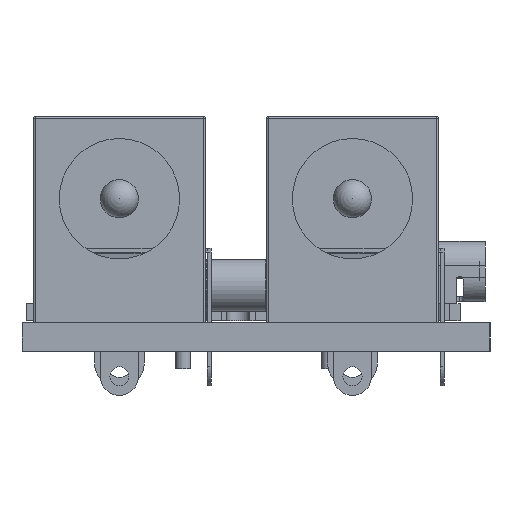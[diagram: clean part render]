
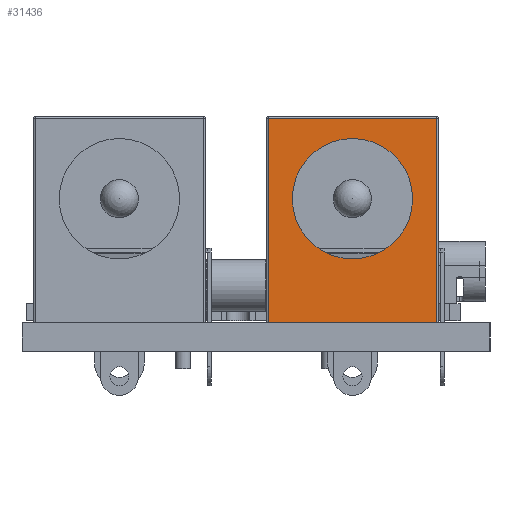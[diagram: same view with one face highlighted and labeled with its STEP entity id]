
A CAD part, left-side view. The second image highlights one B-rep face of the part: STEP entity #31436.
In plain terms, the highlighted planar face has unit normal (-1, 0, 0).
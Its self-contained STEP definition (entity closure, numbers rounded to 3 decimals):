
#31196 = VERTEX_POINT('',#31197);
#31197 = CARTESIAN_POINT('',(-13.7,4.4,10.6));
#31204 = EDGE_CURVE('',#31196,#31205,#31207,.T.);
#31205 = VERTEX_POINT('',#31206);
#31206 = CARTESIAN_POINT('',(-13.7,-4.4,10.6));
#31207 = LINE('',#31208,#31209);
#31208 = CARTESIAN_POINT('',(-13.7,4.5,10.6));
#31209 = VECTOR('',#31210,1.);
#31210 = DIRECTION('',(0.,-1.,0.));
#31436 = ADVANCED_FACE('',(#31437,#31462),#31473,.F.);
#31437 = FACE_BOUND('',#31438,.F.);
#31438 = EDGE_LOOP('',(#31439,#31449,#31455,#31456));
#31439 = ORIENTED_EDGE('',*,*,#31440,.T.);
#31440 = EDGE_CURVE('',#31441,#31443,#31445,.T.);
#31441 = VERTEX_POINT('',#31442);
#31442 = CARTESIAN_POINT('',(-13.7,-4.4,-0.1));
#31443 = VERTEX_POINT('',#31444);
#31444 = CARTESIAN_POINT('',(-13.7,4.4,-0.1));
#31445 = LINE('',#31446,#31447);
#31446 = CARTESIAN_POINT('',(-13.7,-4.5,-0.1));
#31447 = VECTOR('',#31448,1.);
#31448 = DIRECTION('',(0.,1.,0.));
#31449 = ORIENTED_EDGE('',*,*,#31450,.T.);
#31450 = EDGE_CURVE('',#31443,#31196,#31451,.T.);
#31451 = LINE('',#31452,#31453);
#31452 = CARTESIAN_POINT('',(-13.7,4.4,-0.1));
#31453 = VECTOR('',#31454,1.);
#31454 = DIRECTION('',(0.,0.,1.));
#31455 = ORIENTED_EDGE('',*,*,#31204,.T.);
#31456 = ORIENTED_EDGE('',*,*,#31457,.T.);
#31457 = EDGE_CURVE('',#31205,#31441,#31458,.T.);
#31458 = LINE('',#31459,#31460);
#31459 = CARTESIAN_POINT('',(-13.7,-4.4,10.7));
#31460 = VECTOR('',#31461,1.);
#31461 = DIRECTION('',(0.,0.,-1.));
#31462 = FACE_BOUND('',#31463,.F.);
#31463 = EDGE_LOOP('',(#31464));
#31464 = ORIENTED_EDGE('',*,*,#31465,.T.);
#31465 = EDGE_CURVE('',#31466,#31466,#31468,.T.);
#31466 = VERTEX_POINT('',#31467);
#31467 = CARTESIAN_POINT('',(-13.7,-3.15,6.4));
#31468 = CIRCLE('',#31469,3.15);
#31469 = AXIS2_PLACEMENT_3D('',#31470,#31471,#31472);
#31470 = CARTESIAN_POINT('',(-13.7,0.,6.4));
#31471 = DIRECTION('',(-1.,0.,0.));
#31472 = DIRECTION('',(0.,-1.,0.));
#31473 = PLANE('',#31474);
#31474 = AXIS2_PLACEMENT_3D('',#31475,#31476,#31477);
#31475 = CARTESIAN_POINT('',(-13.7,0.,5.622));
#31476 = DIRECTION('',(1.,0.,0.));
#31477 = DIRECTION('',(0.,0.,1.));
